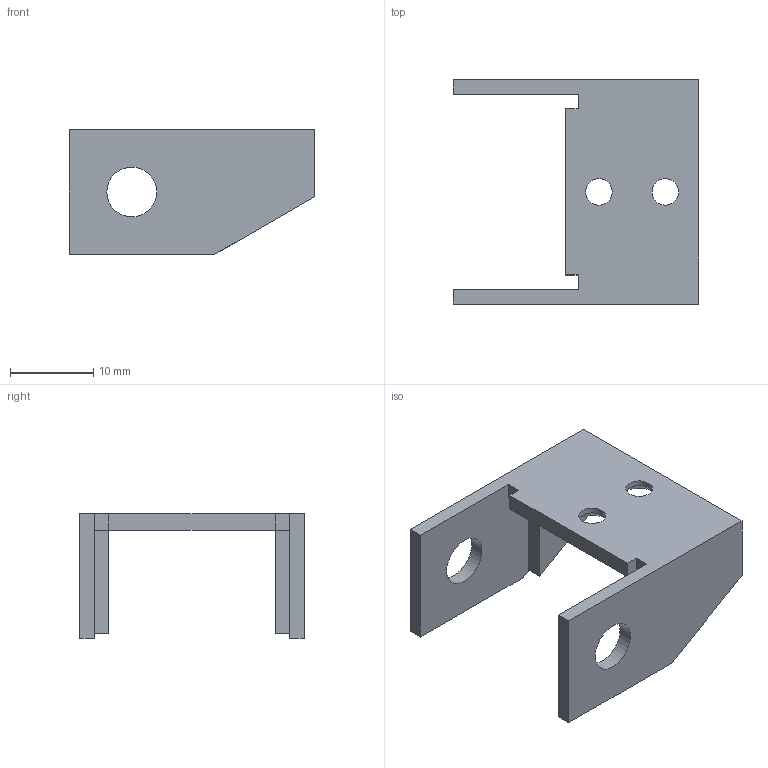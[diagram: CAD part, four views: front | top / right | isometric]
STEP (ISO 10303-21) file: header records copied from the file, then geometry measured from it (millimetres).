
FILE_DESCRIPTION(('STEP AP214'),'1');
FILE_NAME('0_64m_06_20_028_0___060_20_12_A1_3.stp','2018-02-06T19:37:17',('igus GmbH'),(''),'Spatial InterOp 3D',' ',' ');
FILE_SCHEMA(('AUTOMOTIVE_DESIGN'));
Length unit declared in the file: millimetre
Products named in the file (1): 2018_02_06__20-37-17-743
Bounding box: 29.5 x 27 x 15 mm (x, y, z)
Volume: 2348.1 mm3; surface area: 2701.7 mm2
Topology: 1 solids, 1 shells, 34 faces, 92 edges, 60 vertices
Faces by surface type: plane 22, cylinder 8, cone 4
Entity records: 1376 total; most frequent: CARTESIAN_POINT 187, ORIENTED_EDGE 184, DIRECTION 182, EDGE_CURVE 92, LINE 72, VECTOR 72, VERTEX_POINT 60, AXIS2_PLACEMENT_3D 55
